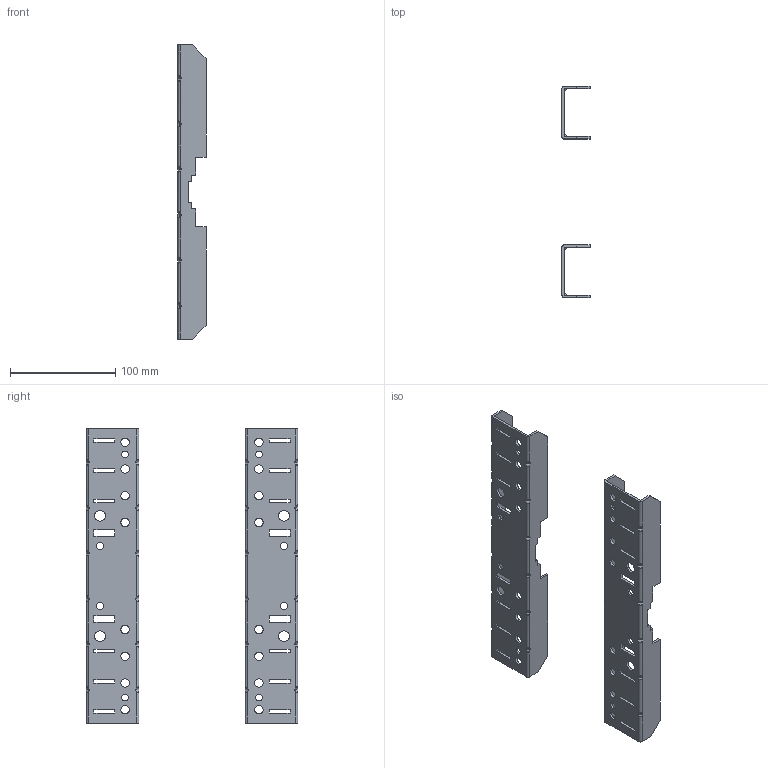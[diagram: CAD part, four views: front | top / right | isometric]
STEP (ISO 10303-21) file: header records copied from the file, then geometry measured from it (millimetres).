
FILE_DESCRIPTION (( 'STEP AP214' ), '1' );
FILE_NAME ('HGX-PMT29.STEP', '2014-02-11T15:25:18', ( 'L-Com' ), ( 'L-Com Global Connectivity' ), 'SwSTEP 2.0', 'SolidWorks 2012', '' );
FILE_SCHEMA (( 'AUTOMOTIVE_DESIGN' ));
Length unit declared in the file: inch
Products named in the file (2): 1BE04-006; HGX-PMT29
Assembly tree (2 placements, depth 2):
  HGX-PMT29
    1BE04-006  x2
Bounding box: 26.67 x 200.73 x 279.4 mm (x, y, z)
Volume: 109666.9 mm3; surface area: 102746 mm2
Topology: 2 solids, 2 shells, 576 faces, 1620 edges, 1080 vertices
Faces by surface type: plane 338, cylinder 148, bspline 90
Entity records: 14738 total; most frequent: CARTESIAN_POINT 5412, ORIENTED_EDGE 1620, DIRECTION 1196, EDGE_CURVE 810, LINE 572, VECTOR 572, VERTEX_POINT 540, EDGE_LOOP 348
